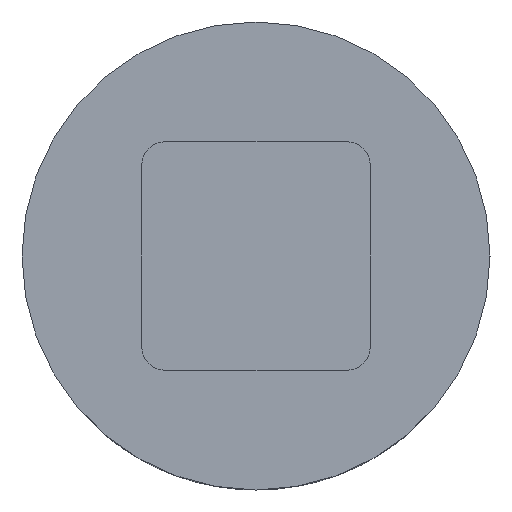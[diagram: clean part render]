
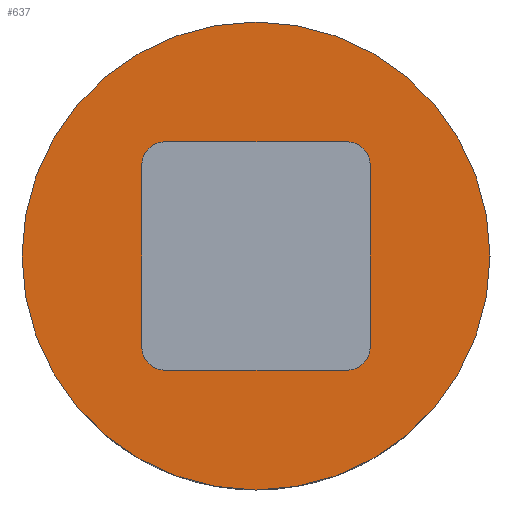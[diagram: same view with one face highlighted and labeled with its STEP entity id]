
A CAD part, left-side view. The second image highlights one B-rep face of the part: STEP entity #637.
In plain terms, the highlighted planar face has unit normal (-1, 0, 0).
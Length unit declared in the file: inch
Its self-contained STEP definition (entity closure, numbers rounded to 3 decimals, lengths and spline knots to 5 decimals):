
#16=FACE_BOUND('',#102,.T.);
#25=PLANE('',#699);
#65=FACE_OUTER_BOUND('',#101,.T.);
#101=EDGE_LOOP('',(#571));
#102=EDGE_LOOP('',(#572,#573,#574,#575,#576,#577,#578,#579));
#151=CIRCLE('',#680,0.3075);
#153=CIRCLE('',#683,0.03);
#157=CIRCLE('',#690,0.03);
#158=CIRCLE('',#693,0.03);
#159=CIRCLE('',#696,0.03);
#187=LINE('',#2602,#225);
#193=LINE('',#2622,#231);
#196=LINE('',#2630,#234);
#198=LINE('',#2670,#236);
#225=VECTOR('',#793,0.3937);
#231=VECTOR('',#813,0.3937);
#234=VECTOR('',#822,0.3937);
#236=VECTOR('',#834,0.3937);
#282=VERTEX_POINT('',#2584);
#285=VERTEX_POINT('',#2592);
#286=VERTEX_POINT('',#2594);
#288=VERTEX_POINT('',#2600);
#294=VERTEX_POINT('',#2616);
#295=VERTEX_POINT('',#2620);
#296=VERTEX_POINT('',#2624);
#297=VERTEX_POINT('',#2628);
#298=VERTEX_POINT('',#2632);
#366=EDGE_CURVE('',#282,#282,#151,.T.);
#371=EDGE_CURVE('',#285,#286,#153,.F.);
#375=EDGE_CURVE('',#285,#288,#187,.T.);
#383=EDGE_CURVE('',#294,#288,#157,.F.);
#385=EDGE_CURVE('',#294,#295,#193,.T.);
#387=EDGE_CURVE('',#296,#295,#158,.F.);
#389=EDGE_CURVE('',#296,#297,#196,.T.);
#391=EDGE_CURVE('',#298,#297,#159,.F.);
#393=EDGE_CURVE('',#298,#286,#198,.T.);
#571=ORIENTED_EDGE('',*,*,#366,.T.);
#572=ORIENTED_EDGE('',*,*,#389,.T.);
#573=ORIENTED_EDGE('',*,*,#391,.F.);
#574=ORIENTED_EDGE('',*,*,#393,.T.);
#575=ORIENTED_EDGE('',*,*,#371,.F.);
#576=ORIENTED_EDGE('',*,*,#375,.T.);
#577=ORIENTED_EDGE('',*,*,#383,.F.);
#578=ORIENTED_EDGE('',*,*,#385,.T.);
#579=ORIENTED_EDGE('',*,*,#387,.F.);
#637=ADVANCED_FACE('',(#65,#16),#25,.T.);
#680=AXIS2_PLACEMENT_3D('',#2585,#777,#778);
#683=AXIS2_PLACEMENT_3D('',#2595,#786,#787);
#690=AXIS2_PLACEMENT_3D('',#2618,#808,#809);
#693=AXIS2_PLACEMENT_3D('',#2626,#817,#818);
#696=AXIS2_PLACEMENT_3D('',#2634,#826,#827);
#699=AXIS2_PLACEMENT_3D('',#2669,#832,#833);
#777=DIRECTION('center_axis',(-1.,0.,0.));
#778=DIRECTION('ref_axis',(0.,0.,1.));
#786=DIRECTION('center_axis',(1.,0.,0.));
#787=DIRECTION('ref_axis',(0.,-0.707,0.707));
#793=DIRECTION('',(0.,0.,-1.));
#808=DIRECTION('center_axis',(1.,0.,0.));
#809=DIRECTION('ref_axis',(0.,-0.707,-0.707));
#813=DIRECTION('',(0.,1.,0.));
#817=DIRECTION('center_axis',(1.,0.,0.));
#818=DIRECTION('ref_axis',(0.,0.707,-0.707));
#822=DIRECTION('',(0.,0.,1.));
#826=DIRECTION('center_axis',(1.,0.,0.));
#827=DIRECTION('ref_axis',(0.,0.707,0.707));
#832=DIRECTION('center_axis',(-1.,0.,0.));
#833=DIRECTION('ref_axis',(0.,0.,1.));
#834=DIRECTION('',(0.,-1.,0.));
#2584=CARTESIAN_POINT('',(0.7,1.5,-0.3075));
#2585=CARTESIAN_POINT('Origin',(0.7,1.5,0.));
#2592=CARTESIAN_POINT('',(0.7,1.35,0.12));
#2594=CARTESIAN_POINT('',(0.7,1.38,0.15));
#2595=CARTESIAN_POINT('Origin',(0.7,1.38,0.12));
#2600=CARTESIAN_POINT('',(0.7,1.35,-0.12));
#2602=CARTESIAN_POINT('',(0.7,1.35,-0.075));
#2616=CARTESIAN_POINT('',(0.7,1.38,-0.15));
#2618=CARTESIAN_POINT('Origin',(0.7,1.38,-0.12));
#2620=CARTESIAN_POINT('',(0.7,1.62,-0.15));
#2622=CARTESIAN_POINT('',(0.7,1.575,-0.15));
#2624=CARTESIAN_POINT('',(0.7,1.65,-0.12));
#2626=CARTESIAN_POINT('Origin',(0.7,1.62,-0.12));
#2628=CARTESIAN_POINT('',(0.7,1.65,0.12));
#2630=CARTESIAN_POINT('',(0.7,1.65,0.075));
#2632=CARTESIAN_POINT('',(0.7,1.62,0.15));
#2634=CARTESIAN_POINT('Origin',(0.7,1.62,0.12));
#2669=CARTESIAN_POINT('Origin',(0.7,1.5,0.));
#2670=CARTESIAN_POINT('',(0.7,1.425,0.15));
